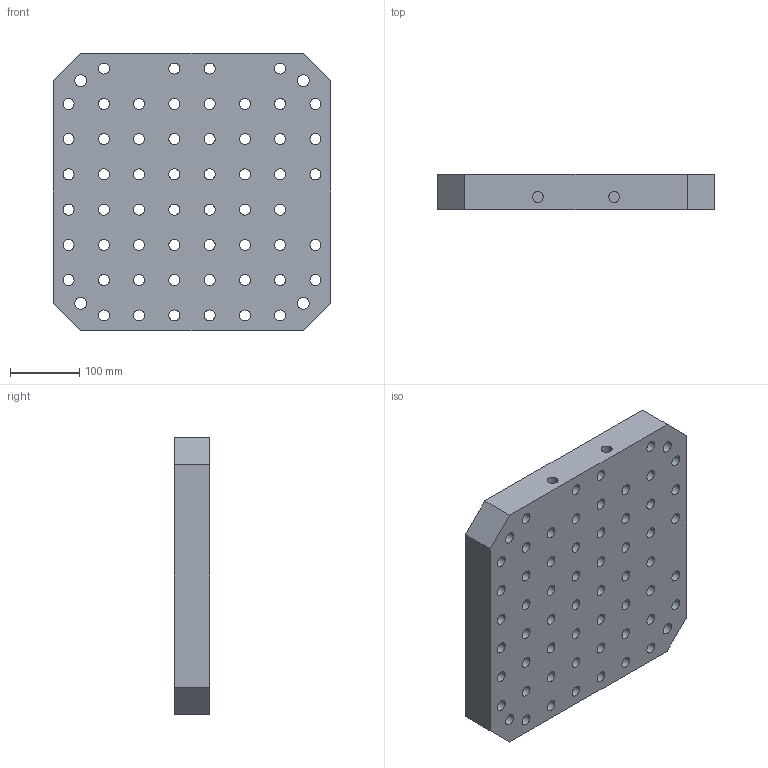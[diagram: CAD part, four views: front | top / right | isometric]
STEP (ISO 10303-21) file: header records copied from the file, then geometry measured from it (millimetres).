
FILE_DESCRIPTION(('produced by SPATIAL CORP'),'2;1');
FILE_NAME( 'baseplate.prt.hh.sat.stp','2002-04-19T13:18:26+00:00',('SPATIAL CORP'),( 'SPATIAL CORP'),'ACIS STEP Husk','http://www.spatial.com', 'SPATIAL CORP');
FILE_SCHEMA(('CONFIG_CONTROL_DESIGN'));
Length unit declared in the file: millimetre
Products named in the file (1): PRODUCT_ID_1
Bounding box: 400 x 50.8 x 400 mm (x, y, z)
Volume: 7309079.6 mm3; surface area: 529642.6 mm2
Topology: 1 solids, 1 shells, 332 faces, 790 edges, 524 vertices
Faces by surface type: cylinder 250, plane 74, cone 8
Entity records: 10207 total; most frequent: DIRECTION 1962, CARTESIAN_POINT 1646, ORIENTED_EDGE 1580, AXIS2_PLACEMENT_3D 840, EDGE_CURVE 790, VERTEX_POINT 524, EDGE_LOOP 518, FACE_BOUND 518
